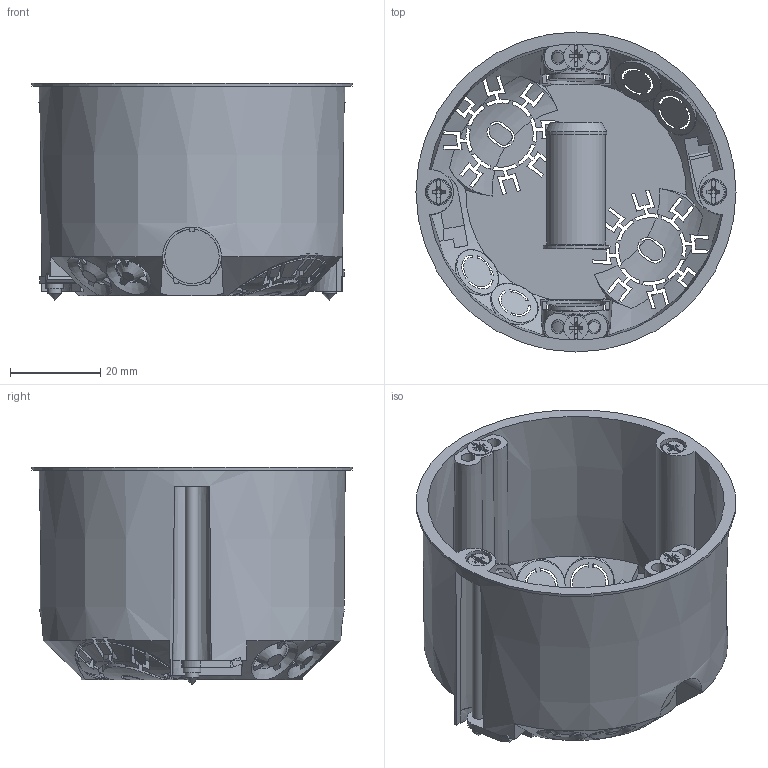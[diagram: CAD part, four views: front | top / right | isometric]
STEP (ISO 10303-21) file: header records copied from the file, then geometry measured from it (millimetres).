
FILE_DESCRIPTION (( 'STEP AP214' ), '1' );
FILE_NAME ('2003802.stp', '2022-09-15T12:45:07', ( '' ), ( '' ), 'SwSTEP 2.0', 'SolidWorks 2020', '' );
FILE_SCHEMA (( 'AUTOMOTIVE_DESIGN' ));
Length unit declared in the file: millimetre
Products named in the file (6): 129371_L45; 129114_L15; 2003802; 142012; 130895_Standard; 127671
Assembly tree (8 placements, depth 2):
  2003802
    127671
    130895_Standard  x2
    129371_L45  x2
    129114_L15  x2
    142012
Bounding box: 70.8 x 70.8 x 48 mm (x, y, z)
Volume: 19759.7 mm3; surface area: 33855 mm2
Topology: 8 solids, 8 shells, 882 faces, 2537 edges, 1630 vertices
Faces by surface type: plane 363, bspline 265, cone 98, cylinder 92, torus 64
Full cylindrical faces by diameter (mm): 2 x2, 2.3 x2, 2.68 x2, 2.8 x2, 3 x4, 3.9 x2, 5.5 x2, 5.8 x2, 11 x1, 12 x2, 12.9 x1, 13.6 x1, 14.5 x1
Entity records: 36879 total; most frequent: CARTESIAN_POINT 19281, ORIENTED_EDGE 4534, EDGE_CURVE 2267, DIRECTION 2136, VERTEX_POINT 1490, B_SPLINE_CURVE_WITH_KNOTS 1396, EDGE_LOOP 865, AXIS2_PLACEMENT_3D 805
